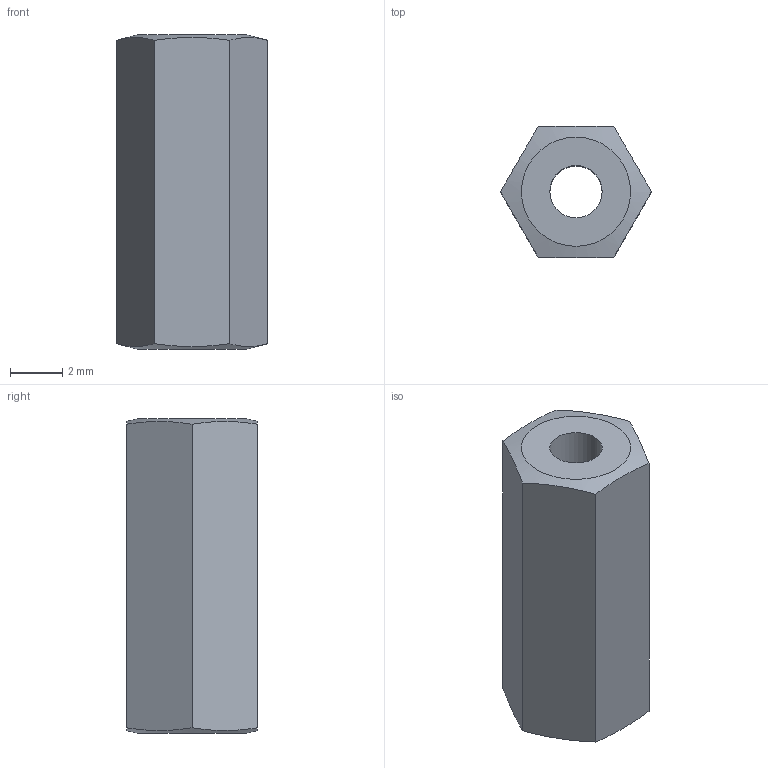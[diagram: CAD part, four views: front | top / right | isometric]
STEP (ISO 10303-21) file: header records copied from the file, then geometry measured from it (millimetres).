
FILE_DESCRIPTION(('FreeCAD Model'),'2;1');
FILE_NAME('M2_5x12-Spacer.step','2019-08-05T10:55:56',('Author'),('') ,'Open CASCADE STEP processor 7.3','FreeCAD','Unknown');
FILE_SCHEMA(('AUTOMOTIVE_DESIGN { 1 0 10303 214 1 1 1 1 }'));
Length unit declared in the file: millimetre
Products named in the file (2): M2.5x12-entretoise; Body052
Assembly tree (1 placements, depth 2):
  M2.5x12-entretoise
    Body052
Bounding box: 5.77 x 5 x 12 mm (x, y, z)
Volume: 221 mm3; surface area: 316.1 mm2
Topology: 1 solids, 1 shells, 11 faces, 25 edges, 16 vertices
Faces by surface type: plane 8, sphere 2, cylinder 1
Full cylindrical faces by diameter (mm): 2 x1
Entity records: 364 total; most frequent: DIRECTION 69, CARTESIAN_POINT 54, ORIENTED_EDGE 50, AXIS2_PLACEMENT_3D 31, EDGE_CURVE 25, CIRCLE 18, VERTEX_POINT 16, FACE_BOUND 13
